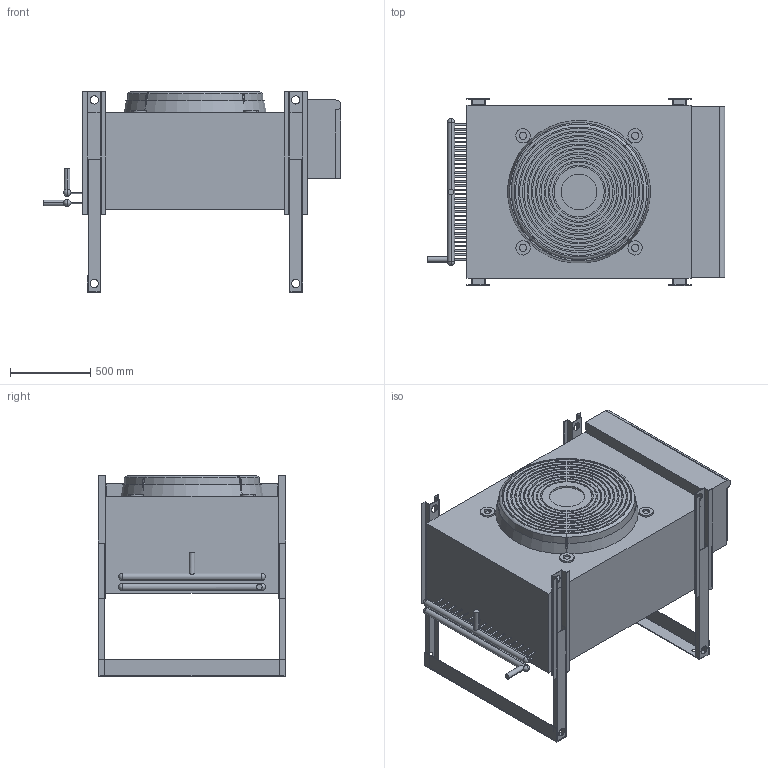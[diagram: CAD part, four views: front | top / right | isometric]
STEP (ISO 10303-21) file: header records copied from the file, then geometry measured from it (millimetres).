
FILE_DESCRIPTION(('starvars output'),'1');
FILE_NAME('cv20250326025454000054703.stp','02:54:55 2025/03/26',('Thomas Industrial Network Germany GmbH'),(' '),'Spatial InterOp 3D',' ',' ');
FILE_SCHEMA(('AUTOMOTIVE_DESIGN { 1 0 10303 214 3 1 1 }'));
Length unit declared in the file: millimetre
Products named in the file (1): 1
Bounding box: 1854.2 x 1165.22 x 1247.9 mm (x, y, z)
Volume: 1030664028 mm3; surface area: 11829809.1 mm2
Topology: 3 solids, 3 shells, 468 faces, 1410 edges, 923 vertices
Faces by surface type: plane 238, cylinder 214, sphere 8, torus 4, cone 4
Entity records: 22665 total; most frequent: CARTESIAN_POINT 5826, ORIENTED_EDGE 2788, DIRECTION 2608, EDGE_CURVE 1394, VERTEX_POINT 923, AXIS2_PLACEMENT_3D 886, LINE 836, VECTOR 836
